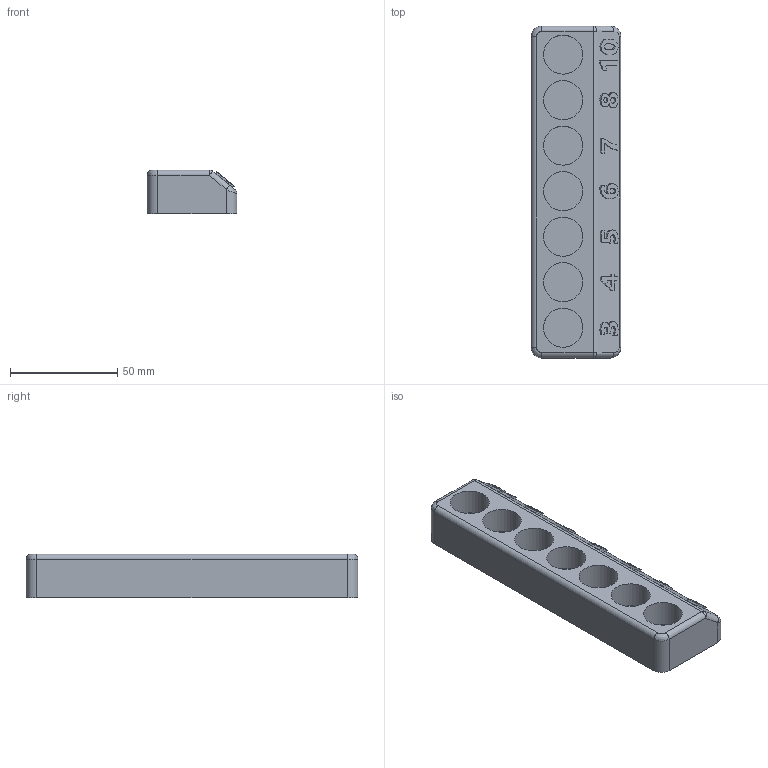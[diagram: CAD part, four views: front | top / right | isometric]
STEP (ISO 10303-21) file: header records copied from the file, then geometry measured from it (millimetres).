
FILE_DESCRIPTION(/* description */ (''),/* implementation_level */ '2;1');
FILE_NAME(/* name */ 'metric_3-8drive_hex.step',/* time_stamp */ '2021-03-22T14:33:47-05:00',/* author */ (''),/* organization */ (''),/* preprocessor_version */ 'ST-DEVELOPER v18.1',/* originating_system */ 'Autodesk Translation Framework v9.10.0.1330',/* authorisation */ '');
FILE_SCHEMA (('AUTOMOTIVE_DESIGN { 1 0 10303 214 3 1 1 }'));
Length unit declared in the file: millimetre
Products named in the file (1): metric_3-8drive_hex
Bounding box: 42 x 155 x 20.5 mm (x, y, z)
Volume: 95375.8 mm3; surface area: 26646.1 mm2
Topology: 1 solids, 1 shells, 257 faces, 670 edges, 442 vertices
Faces by surface type: bspline 160, plane 70, cylinder 25, sphere 2
Full cylindrical faces by diameter (mm): 12.4 x7, 18.25 x7
Entity records: 9406 total; most frequent: CARTESIAN_POINT 4096, ORIENTED_EDGE 1340, EDGE_CURVE 670, DIRECTION 608, VERTEX_POINT 442, B_SPLINE_CURVE_WITH_KNOTS 312, LINE 304, VECTOR 304
